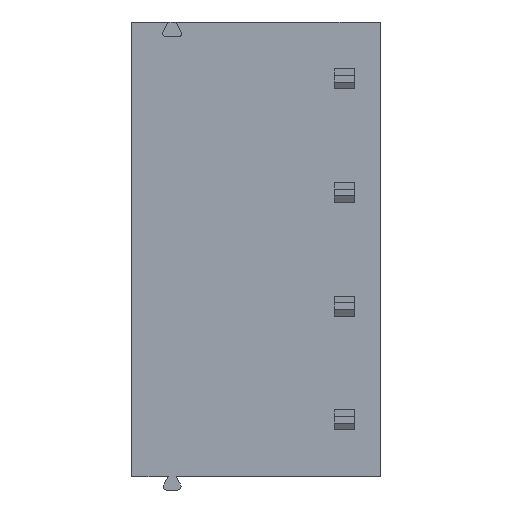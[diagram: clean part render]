
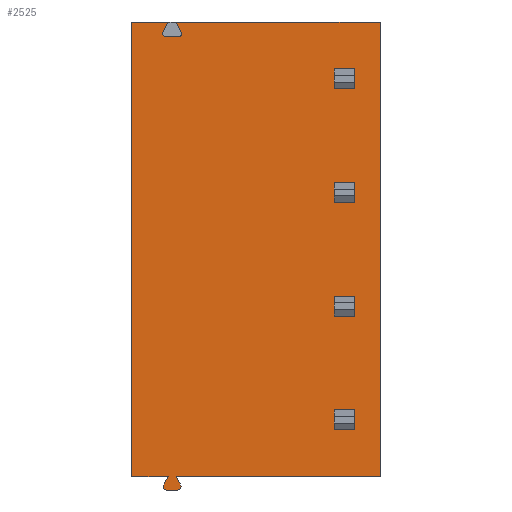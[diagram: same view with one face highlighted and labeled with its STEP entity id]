
A CAD part, front view. The second image highlights one B-rep face of the part: STEP entity #2525.
In plain terms, the highlighted planar face has unit normal (0, -1, 0).
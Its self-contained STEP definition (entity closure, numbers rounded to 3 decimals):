
#36=DIRECTION('',(1.,0.,0.));
#37=VECTOR('',#36,1.61);
#38=CARTESIAN_POINT('',(-5.55,-15.75,17.78));
#39=LINE('',#38,#37);
#96=DIRECTION('',(1.,0.,0.));
#97=VECTOR('',#96,9.11);
#98=CARTESIAN_POINT('',(-3.56,-15.75,17.78));
#99=LINE('',#98,#97);
#130=DIRECTION('',(-0.432,0.,0.902));
#131=VECTOR('',#130,0.514);
#132=CARTESIAN_POINT('',(-3.338,-15.75,17.316));
#133=LINE('',#132,#131);
#134=DIRECTION('',(-0.48,0.,0.877));
#135=VECTOR('',#134,0.431);
#136=CARTESIAN_POINT('',(-3.368,-15.75,-2.918));
#137=LINE('',#136,#135);
#138=CARTESIAN_POINT('',(-3.5,-15.75,-2.99));
#139=DIRECTION('',(0.,-1.,0.));
#140=DIRECTION('',(0.,0.,-1.));
#141=AXIS2_PLACEMENT_3D('',#138,#139,#140);
#143=DIRECTION('',(1.,0.,0.));
#144=VECTOR('',#143,0.5);
#145=CARTESIAN_POINT('',(-4.,-15.75,-3.14));
#146=LINE('',#145,#144);
#147=CARTESIAN_POINT('',(-4.,-15.75,-2.99));
#148=DIRECTION('',(0.,-1.,0.));
#149=DIRECTION('',(-0.877,0.,0.48));
#150=AXIS2_PLACEMENT_3D('',#147,#148,#149);
#152=DIRECTION('',(-0.48,0.,-0.877));
#153=VECTOR('',#152,0.431);
#154=CARTESIAN_POINT('',(-3.925,-15.75,-2.54));
#155=LINE('',#154,#153);
#156=DIRECTION('',(0.,0.,-1.));
#157=VECTOR('',#156,20.32);
#158=CARTESIAN_POINT('',(-5.55,-15.75,17.78));
#159=LINE('',#158,#157);
#160=DIRECTION('',(-0.432,0.,-0.902));
#161=VECTOR('',#160,0.514);
#162=CARTESIAN_POINT('',(-3.94,-15.75,17.78));
#163=LINE('',#162,#161);
#164=CARTESIAN_POINT('',(-4.045,-15.75,17.26));
#165=DIRECTION('',(0.,-1.,0.));
#166=DIRECTION('',(-0.902,0.,0.432));
#167=AXIS2_PLACEMENT_3D('',#164,#165,#166);
#169=DIRECTION('',(1.,0.,0.));
#170=VECTOR('',#169,0.59);
#171=CARTESIAN_POINT('',(-4.045,-15.75,17.13));
#172=LINE('',#171,#170);
#173=CARTESIAN_POINT('',(-3.455,-15.75,17.26));
#174=DIRECTION('',(0.,-1.,0.));
#175=DIRECTION('',(0.,0.,-1.));
#176=AXIS2_PLACEMENT_3D('',#173,#174,#175);
#178=DIRECTION('',(1.,0.,0.));
#179=VECTOR('',#178,0.9);
#180=CARTESIAN_POINT('',(3.5,-15.75,-0.45));
#181=LINE('',#180,#179);
#182=DIRECTION('',(0.,0.,1.));
#183=VECTOR('',#182,0.9);
#184=CARTESIAN_POINT('',(4.4,-15.75,-0.45));
#185=LINE('',#184,#183);
#186=DIRECTION('',(1.,0.,0.));
#187=VECTOR('',#186,0.9);
#188=CARTESIAN_POINT('',(3.5,-15.75,0.45));
#189=LINE('',#188,#187);
#190=DIRECTION('',(0.,0.,1.));
#191=VECTOR('',#190,0.9);
#192=CARTESIAN_POINT('',(3.5,-15.75,-0.45));
#193=LINE('',#192,#191);
#194=DIRECTION('',(1.,0.,0.));
#195=VECTOR('',#194,0.9);
#196=CARTESIAN_POINT('',(3.5,-15.75,4.63));
#197=LINE('',#196,#195);
#198=DIRECTION('',(0.,0.,1.));
#199=VECTOR('',#198,0.9);
#200=CARTESIAN_POINT('',(4.4,-15.75,4.63));
#201=LINE('',#200,#199);
#202=DIRECTION('',(1.,0.,0.));
#203=VECTOR('',#202,0.9);
#204=CARTESIAN_POINT('',(3.5,-15.75,5.53));
#205=LINE('',#204,#203);
#206=DIRECTION('',(0.,0.,1.));
#207=VECTOR('',#206,0.9);
#208=CARTESIAN_POINT('',(3.5,-15.75,4.63));
#209=LINE('',#208,#207);
#210=DIRECTION('',(1.,0.,0.));
#211=VECTOR('',#210,0.9);
#212=CARTESIAN_POINT('',(3.5,-15.75,9.71));
#213=LINE('',#212,#211);
#214=DIRECTION('',(0.,0.,1.));
#215=VECTOR('',#214,0.9);
#216=CARTESIAN_POINT('',(4.4,-15.75,9.71));
#217=LINE('',#216,#215);
#218=DIRECTION('',(1.,0.,0.));
#219=VECTOR('',#218,0.9);
#220=CARTESIAN_POINT('',(3.5,-15.75,10.61));
#221=LINE('',#220,#219);
#222=DIRECTION('',(0.,0.,1.));
#223=VECTOR('',#222,0.9);
#224=CARTESIAN_POINT('',(3.5,-15.75,9.71));
#225=LINE('',#224,#223);
#226=DIRECTION('',(1.,0.,0.));
#227=VECTOR('',#226,0.9);
#228=CARTESIAN_POINT('',(3.5,-15.75,14.79));
#229=LINE('',#228,#227);
#230=DIRECTION('',(0.,0.,1.));
#231=VECTOR('',#230,0.9);
#232=CARTESIAN_POINT('',(4.4,-15.75,14.79));
#233=LINE('',#232,#231);
#234=DIRECTION('',(1.,0.,0.));
#235=VECTOR('',#234,0.9);
#236=CARTESIAN_POINT('',(3.5,-15.75,15.69));
#237=LINE('',#236,#235);
#238=DIRECTION('',(0.,0.,1.));
#239=VECTOR('',#238,0.9);
#240=CARTESIAN_POINT('',(3.5,-15.75,14.79));
#241=LINE('',#240,#239);
#242=DIRECTION('',(0.,0.,-1.));
#243=VECTOR('',#242,20.32);
#244=CARTESIAN_POINT('',(5.55,-15.75,17.78));
#245=LINE('',#244,#243);
#498=DIRECTION('',(1.,0.,0.));
#499=VECTOR('',#498,9.125);
#500=CARTESIAN_POINT('',(-3.575,-15.75,-2.54));
#501=LINE('',#500,#499);
#558=DIRECTION('',(1.,0.,0.));
#559=VECTOR('',#558,1.625);
#560=CARTESIAN_POINT('',(-5.55,-15.75,-2.54));
#561=LINE('',#560,#559);
#1836=CARTESIAN_POINT('',(5.55,-15.75,17.78));
#1838=VERTEX_POINT('',#1836);
#1857=CARTESIAN_POINT('',(-5.55,-15.75,17.78));
#1859=VERTEX_POINT('',#1857);
#1860=CARTESIAN_POINT('',(5.55,-15.75,-2.54));
#1862=VERTEX_POINT('',#1860);
#1881=CARTESIAN_POINT('',(-5.55,-15.75,-2.54));
#1883=VERTEX_POINT('',#1881);
#1884=CARTESIAN_POINT('',(-4.,-15.75,-3.14));
#1885=CARTESIAN_POINT('',(-3.5,-15.75,-3.14));
#1886=VERTEX_POINT('',#1884);
#1887=VERTEX_POINT('',#1885);
#1888=CARTESIAN_POINT('',(-3.368,-15.75,-2.918));
#1889=VERTEX_POINT('',#1888);
#1890=CARTESIAN_POINT('',(-4.132,-15.75,-2.918));
#1891=VERTEX_POINT('',#1890);
#1892=CARTESIAN_POINT('',(-3.925,-15.75,-2.54));
#1893=VERTEX_POINT('',#1892);
#1894=CARTESIAN_POINT('',(-3.575,-15.75,-2.54));
#1895=VERTEX_POINT('',#1894);
#1908=CARTESIAN_POINT('',(-3.56,-15.75,17.78));
#1909=VERTEX_POINT('',#1908);
#1910=CARTESIAN_POINT('',(-3.94,-15.75,17.78));
#1911=VERTEX_POINT('',#1910);
#1912=CARTESIAN_POINT('',(-3.338,-15.75,17.316));
#1913=VERTEX_POINT('',#1912);
#1914=CARTESIAN_POINT('',(-4.162,-15.75,17.316));
#1915=VERTEX_POINT('',#1914);
#1916=CARTESIAN_POINT('',(-4.045,-15.75,17.13));
#1917=VERTEX_POINT('',#1916);
#1918=CARTESIAN_POINT('',(-3.455,-15.75,17.13));
#1919=VERTEX_POINT('',#1918);
#2006=CARTESIAN_POINT('',(3.5,-15.75,-0.45));
#2007=CARTESIAN_POINT('',(4.4,-15.75,-0.45));
#2008=VERTEX_POINT('',#2006);
#2009=VERTEX_POINT('',#2007);
#2010=CARTESIAN_POINT('',(3.5,-15.75,0.45));
#2011=CARTESIAN_POINT('',(4.4,-15.75,0.45));
#2012=VERTEX_POINT('',#2010);
#2013=VERTEX_POINT('',#2011);
#2114=CARTESIAN_POINT('',(3.5,-15.75,4.63));
#2115=CARTESIAN_POINT('',(4.4,-15.75,4.63));
#2116=VERTEX_POINT('',#2114);
#2117=VERTEX_POINT('',#2115);
#2118=CARTESIAN_POINT('',(3.5,-15.75,5.53));
#2119=CARTESIAN_POINT('',(4.4,-15.75,5.53));
#2120=VERTEX_POINT('',#2118);
#2121=VERTEX_POINT('',#2119);
#2216=CARTESIAN_POINT('',(3.5,-15.75,9.71));
#2217=CARTESIAN_POINT('',(4.4,-15.75,9.71));
#2218=VERTEX_POINT('',#2216);
#2219=VERTEX_POINT('',#2217);
#2220=CARTESIAN_POINT('',(3.5,-15.75,10.61));
#2221=CARTESIAN_POINT('',(4.4,-15.75,10.61));
#2222=VERTEX_POINT('',#2220);
#2223=VERTEX_POINT('',#2221);
#2342=CARTESIAN_POINT('',(3.5,-15.75,14.79));
#2343=CARTESIAN_POINT('',(4.4,-15.75,14.79));
#2344=VERTEX_POINT('',#2342);
#2345=VERTEX_POINT('',#2343);
#2346=CARTESIAN_POINT('',(3.5,-15.75,15.69));
#2347=CARTESIAN_POINT('',(4.4,-15.75,15.69));
#2348=VERTEX_POINT('',#2346);
#2349=VERTEX_POINT('',#2347);
#2449=CARTESIAN_POINT('',(-5.55,-15.75,17.78));
#2450=DIRECTION('',(0.,-1.,0.));
#2451=DIRECTION('',(1.,0.,0.));
#2452=AXIS2_PLACEMENT_3D('',#2449,#2450,#2451);
#2453=PLANE('',#2452);
#2454=ORIENTED_EDGE('',*,*,#2441,.T.);
#2455=ORIENTED_EDGE('',*,*,#2409,.T.);
#2457=ORIENTED_EDGE('',*,*,#2456,.T.);
#2459=ORIENTED_EDGE('',*,*,#2458,.F.);
#2461=ORIENTED_EDGE('',*,*,#2460,.F.);
#2463=ORIENTED_EDGE('',*,*,#2462,.F.);
#2465=ORIENTED_EDGE('',*,*,#2464,.F.);
#2467=ORIENTED_EDGE('',*,*,#2466,.F.);
#2469=ORIENTED_EDGE('',*,*,#2468,.F.);
#2471=ORIENTED_EDGE('',*,*,#2470,.F.);
#2473=ORIENTED_EDGE('',*,*,#2472,.F.);
#2474=ORIENTED_EDGE('',*,*,#2381,.T.);
#2476=ORIENTED_EDGE('',*,*,#2475,.T.);
#2478=ORIENTED_EDGE('',*,*,#2477,.T.);
#2480=ORIENTED_EDGE('',*,*,#2479,.T.);
#2482=ORIENTED_EDGE('',*,*,#2481,.T.);
#2483=EDGE_LOOP('',(#2454,#2455,#2457,#2459,#2461,#2463,#2465,#2467,#2469,#2471,
#2473,#2474,#2476,#2478,#2480,#2482));
#2484=FACE_OUTER_BOUND('',#2483,.F.);
#2486=ORIENTED_EDGE('',*,*,#2485,.T.);
#2488=ORIENTED_EDGE('',*,*,#2487,.T.);
#2490=ORIENTED_EDGE('',*,*,#2489,.F.);
#2492=ORIENTED_EDGE('',*,*,#2491,.F.);
#2493=EDGE_LOOP('',(#2486,#2488,#2490,#2492));
#2494=FACE_BOUND('',#2493,.F.);
#2496=ORIENTED_EDGE('',*,*,#2495,.T.);
#2498=ORIENTED_EDGE('',*,*,#2497,.T.);
#2500=ORIENTED_EDGE('',*,*,#2499,.F.);
#2502=ORIENTED_EDGE('',*,*,#2501,.F.);
#2503=EDGE_LOOP('',(#2496,#2498,#2500,#2502));
#2504=FACE_BOUND('',#2503,.F.);
#2506=ORIENTED_EDGE('',*,*,#2505,.T.);
#2508=ORIENTED_EDGE('',*,*,#2507,.T.);
#2510=ORIENTED_EDGE('',*,*,#2509,.F.);
#2512=ORIENTED_EDGE('',*,*,#2511,.F.);
#2513=EDGE_LOOP('',(#2506,#2508,#2510,#2512));
#2514=FACE_BOUND('',#2513,.F.);
#2516=ORIENTED_EDGE('',*,*,#2515,.T.);
#2518=ORIENTED_EDGE('',*,*,#2517,.T.);
#2520=ORIENTED_EDGE('',*,*,#2519,.F.);
#2522=ORIENTED_EDGE('',*,*,#2521,.F.);
#2523=EDGE_LOOP('',(#2516,#2518,#2520,#2522));
#2524=FACE_BOUND('',#2523,.F.);
#142=CIRCLE('',#141,0.15);
#151=CIRCLE('',#150,0.15);
#168=CIRCLE('',#167,0.13);
#177=CIRCLE('',#176,0.13);
#2381=EDGE_CURVE('',#1859,#1911,#39,.T.);
#2409=EDGE_CURVE('',#1909,#1838,#99,.T.);
#2441=EDGE_CURVE('',#1913,#1909,#133,.T.);
#2456=EDGE_CURVE('',#1838,#1862,#245,.T.);
#2458=EDGE_CURVE('',#1895,#1862,#501,.T.);
#2460=EDGE_CURVE('',#1889,#1895,#137,.T.);
#2462=EDGE_CURVE('',#1887,#1889,#142,.T.);
#2464=EDGE_CURVE('',#1886,#1887,#146,.T.);
#2466=EDGE_CURVE('',#1891,#1886,#151,.T.);
#2468=EDGE_CURVE('',#1893,#1891,#155,.T.);
#2470=EDGE_CURVE('',#1883,#1893,#561,.T.);
#2472=EDGE_CURVE('',#1859,#1883,#159,.T.);
#2475=EDGE_CURVE('',#1911,#1915,#163,.T.);
#2477=EDGE_CURVE('',#1915,#1917,#168,.T.);
#2479=EDGE_CURVE('',#1917,#1919,#172,.T.);
#2481=EDGE_CURVE('',#1919,#1913,#177,.T.);
#2485=EDGE_CURVE('',#2008,#2009,#181,.T.);
#2487=EDGE_CURVE('',#2009,#2013,#185,.T.);
#2489=EDGE_CURVE('',#2012,#2013,#189,.T.);
#2491=EDGE_CURVE('',#2008,#2012,#193,.T.);
#2495=EDGE_CURVE('',#2116,#2117,#197,.T.);
#2497=EDGE_CURVE('',#2117,#2121,#201,.T.);
#2499=EDGE_CURVE('',#2120,#2121,#205,.T.);
#2501=EDGE_CURVE('',#2116,#2120,#209,.T.);
#2505=EDGE_CURVE('',#2218,#2219,#213,.T.);
#2507=EDGE_CURVE('',#2219,#2223,#217,.T.);
#2509=EDGE_CURVE('',#2222,#2223,#221,.T.);
#2511=EDGE_CURVE('',#2218,#2222,#225,.T.);
#2515=EDGE_CURVE('',#2344,#2345,#229,.T.);
#2517=EDGE_CURVE('',#2345,#2349,#233,.T.);
#2519=EDGE_CURVE('',#2348,#2349,#237,.T.);
#2521=EDGE_CURVE('',#2344,#2348,#241,.T.);
#2525=ADVANCED_FACE('',(#2484,#2494,#2504,#2514,#2524),#2453,.T.);
